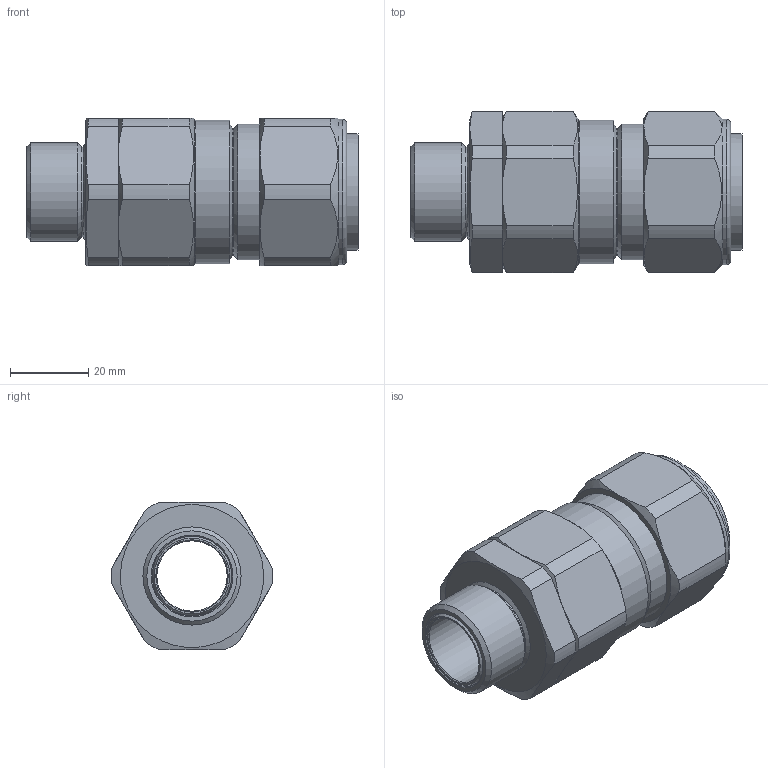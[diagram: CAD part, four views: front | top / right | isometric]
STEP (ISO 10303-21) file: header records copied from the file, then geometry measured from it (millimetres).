
FILE_DESCRIPTION (( 'STEP AP203' ), '1' );
FILE_NAME ('25PX2KX1RA.STEP', '2017-05-05T08:41:29', ( '' ), ( '' ), 'SwSTEP 2.0', 'SolidWorks 2017', '' );
FILE_SCHEMA (( 'CONFIG_CONTROL_DESIGN' ));
Length unit declared in the file: millimetre
Products named in the file (1): 25PX2KX1RA
Bounding box: 84.65 x 41.23 x 37.5 mm (x, y, z)
Surface area: 16730.2 mm2 (no closed solid volume)
Topology: 0 solids, 6 shells, 83 faces, 202 edges, 127 vertices
Faces by surface type: cylinder 27, cone 27, plane 26, torus 3
Full cylindrical faces by diameter (mm): 17.95 x1, 20.35 x1, 22.95 x1, 25 x1, 26.5 x1, 32.218 x1, 34.5 x1, 36.5 x1, 37 x1
Entity records: 2593 total; most frequent: CARTESIAN_POINT 726, DIRECTION 382, ORIENTED_EDGE 323, EDGE_CURVE 170, AXIS2_PLACEMENT_3D 170, VERTEX_POINT 122, EDGE_LOOP 118, FACE_OUTER_BOUND 95
